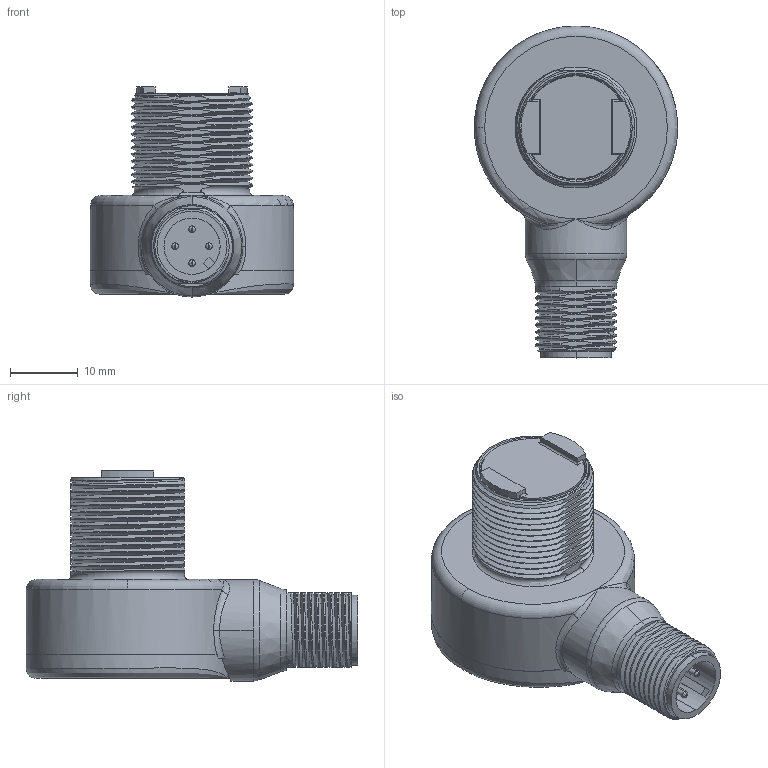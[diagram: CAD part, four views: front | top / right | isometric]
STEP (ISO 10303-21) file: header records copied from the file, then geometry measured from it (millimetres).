
FILE_DESCRIPTION((''),'2;1');
FILE_NAME('157368_SW','2011-03-07T',('banengservice'),('BANNER ENGINEERING'),'PRO/ENGINEER BY PARAMETRIC TECHNOLOGY CORPORATION, 2009141','PRO/ENGINEER BY PARAMETRIC TECHNOLOGY CORPORATION, 2009141','');
FILE_SCHEMA(('CONFIG_CONTROL_DESIGN'));
Length unit declared in the file: inch
Products named in the file (1): 157368_SW
Bounding box: 30.02 x 49.01 x 31.02 mm (x, y, z)
Volume: 6167.9 mm3; surface area: 10276.8 mm2
Topology: 4 solids, 4 shells, 463 faces, 1180 edges, 747 vertices
Faces by surface type: cylinder 183, plane 172, bspline 39, cone 29, torus 26, sphere 10, revolution 4
Entity records: 28383 total; most frequent: CARTESIAN_POINT 17612, ORIENTED_EDGE 2340, DIRECTION 2092, EDGE_CURVE 1170, AXIS2_PLACEMENT_3D 817, VERTEX_POINT 747, EDGE_LOOP 507, FACE_OUTER_BOUND 463
